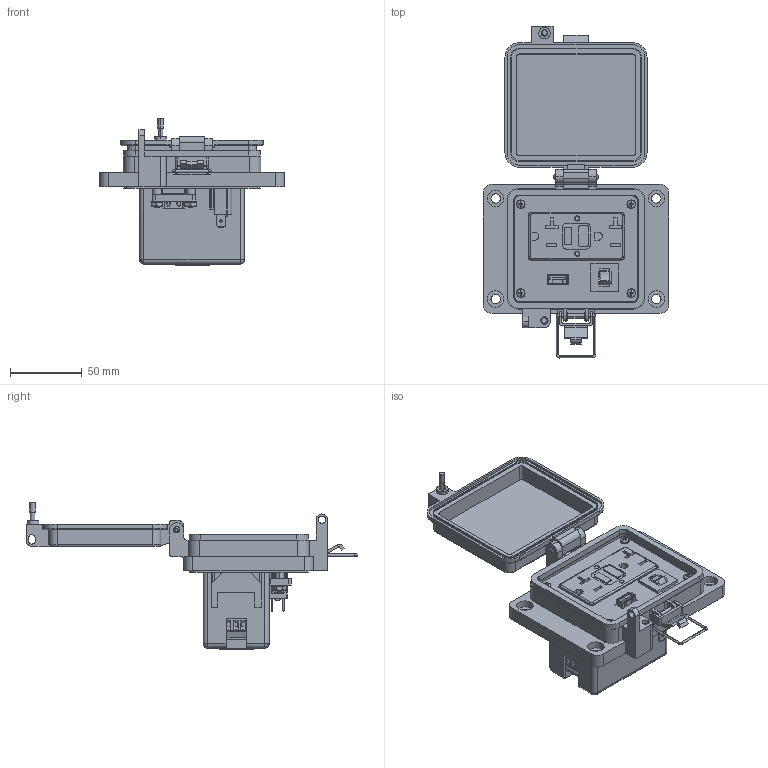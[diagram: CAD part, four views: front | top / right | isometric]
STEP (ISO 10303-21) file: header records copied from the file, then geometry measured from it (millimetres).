
FILE_DESCRIPTION (( 'STEP AP203' ), '1' );
FILE_NAME ('P-P22-K3RF3_3D.STEP', '2019-07-24T19:35:58', ( '' ), ( '' ), 'SwSTEP 2.0', 'SolidWorks 2019', '' );
FILE_SCHEMA (( 'CONFIG_CONTROL_DESIGN' ));
Length unit declared in the file: millimetre
Products named in the file (17): Z-300-USB-A-FF; Z-CB-SM; 92005A124_METRIC PAN HEAD PHILLIPS MACHINE SCREW_92005A124; P22; CBX; P-P22-K3RF3_3D; P-P22-K3RF3_TP180_1; Z-200-OTLT-RIOF_RF; 632FH_1-1_4-IN; Z-200-OTLT-GFIH-1_sheared; Z-001-SPR_3_4; RF; Z-002-632516HN_90675A007; Z-H-K3_B; P-P22-K3RF3_BP180_1; P-P22-K3RF3_FP060_1; -K3
Assembly tree (22 placements, depth 3):
  P-P22-K3RF3_3D
    P-P22-K3RF3_BP180_1
    P22
      Z-300-USB-A-FF
    P-P22-K3RF3_TP180_1
    632FH_1-1_4-IN  x2
    Z-001-SPR_3_4  x2
    Z-002-632516HN_90675A007  x2
    P-P22-K3RF3_FP060_1
    CBX
      Z-CB-SM
    RF
      Z-200-OTLT-RIOF_RF
      Z-200-OTLT-GFIH-1_sheared
    -K3
      Z-H-K3_B
    92005A124_METRIC PAN HEAD PHILLIPS MACHINE SCREW_92005A124  x4
Bounding box: 129 x 231.28 x 102.7 mm (x, y, z)
Volume: 289427.7 mm3; surface area: 175108.5 mm2
Topology: 42 solids, 42 shells, 3673 faces, 10223 edges, 6726 vertices
Faces by surface type: plane 1749, cylinder 1538, bspline 151, cone 141, torus 50, sphere 44
Entity records: 101341 total; most frequent: CARTESIAN_POINT 28134, ORIENTED_EDGE 15656, DIRECTION 13834, EDGE_CURVE 7828, LINE 5234, VECTOR 5234, VERTEX_POINT 5153, AXIS2_PLACEMENT_3D 4300
